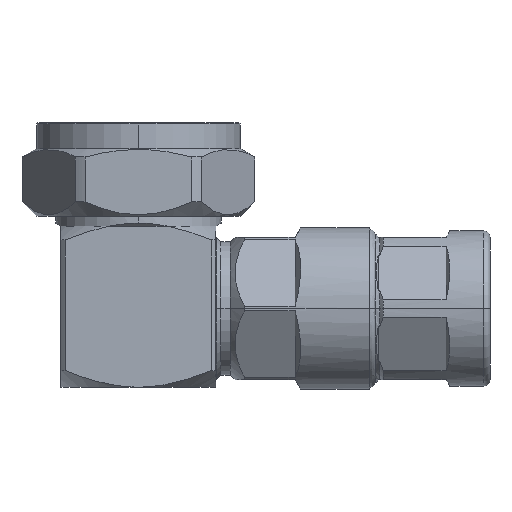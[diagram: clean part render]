
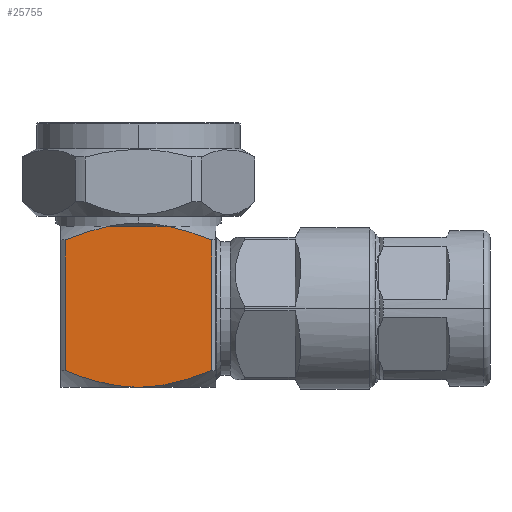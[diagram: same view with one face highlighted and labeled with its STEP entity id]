
A CAD part, left-side view. The second image highlights one B-rep face of the part: STEP entity #25755.
In plain terms, the highlighted planar face has unit normal (-1, 0, 0).
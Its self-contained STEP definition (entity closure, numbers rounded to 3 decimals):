
#158 = CARTESIAN_POINT ( 'NONE',  ( -12., -16.501, -14.5 ) ) ;
#396 = CARTESIAN_POINT ( 'NONE',  ( -12., -4.454, -14.5 ) ) ;
#587 = CARTESIAN_POINT ( 'NONE',  ( -12., 5.625, -14.735 ) ) ;
#773 = VECTOR ( 'NONE', #12193, 1000. ) ;
#1008 = ORIENTED_EDGE ( 'NONE', *, *, #15656, .T. ) ;
#1163 = CARTESIAN_POINT ( 'NONE',  ( -12., -9.495, -37.554 ) ) ;
#2855 = DIRECTION ( 'NONE',  ( 0., 1., 0. ) ) ;
#3509 = CARTESIAN_POINT ( 'NONE',  ( -12., 11.325, -36.852 ) ) ;
#3609 = CARTESIAN_POINT ( 'NONE',  ( -12., -11.325, -16.636 ) ) ;
#3863 = CARTESIAN_POINT ( 'NONE',  ( -12., -11.325, -36.852 ) ) ;
#4665 = CARTESIAN_POINT ( 'NONE',  ( -12., 0., -39.45 ) ) ;
#4670 = VERTEX_POINT ( 'NONE', #396 ) ;
#5254 = EDGE_CURVE ( 'NONE', #4670, #33215, #19845, .T. ) ;
#5654 = ORIENTED_EDGE ( 'NONE', *, *, #26794, .T. ) ;
#5759 = VECTOR ( 'NONE', #10042, 1000. ) ;
#6185 = CARTESIAN_POINT ( 'NONE',  ( -12., 7.65, -38.173 ) ) ;
#6604 = LINE ( 'NONE', #7349, #5759 ) ;
#6995 = VERTEX_POINT ( 'NONE', #3609 ) ;
#7349 = CARTESIAN_POINT ( 'NONE',  ( -12., 11.325, 0. ) ) ;
#8122 = EDGE_CURVE ( 'NONE', #14241, #27423, #32798, .T. ) ;
#8178 = EDGE_CURVE ( 'NONE', #27423, #31005, #21176, .T. ) ;
#8365 = ORIENTED_EDGE ( 'NONE', *, *, #8122, .T. ) ;
#8852 = CARTESIAN_POINT ( 'NONE',  ( -12., -11.325, -16.636 ) ) ;
#8890 = CARTESIAN_POINT ( 'NONE',  ( -12., 4.839, -38.924 ) ) ;
#10042 = DIRECTION ( 'NONE',  ( 0., 0., 1. ) ) ;
#11575 = CARTESIAN_POINT ( 'NONE',  ( -12., 2.446, -39.313 ) ) ;
#11753 = CARTESIAN_POINT ( 'NONE',  ( -12., -9.074, -15.778 ) ) ;
#11796 = CARTESIAN_POINT ( 'NONE',  ( -12., -1.961, -39.379 ) ) ;
#12077 = CARTESIAN_POINT ( 'NONE',  ( -12., -11.325, 0. ) ) ;
#12193 = DIRECTION ( 'NONE',  ( 0., 0., 1. ) ) ;
#14143 = CARTESIAN_POINT ( 'NONE',  ( -12., 9.498, -37.553 ) ) ;
#14241 = VERTEX_POINT ( 'NONE', #26664 ) ;
#14249 = CARTESIAN_POINT ( 'NONE',  ( -12., 0.985, -39.432 ) ) ;
#14434 = CARTESIAN_POINT ( 'NONE',  ( -12., -5.631, -14.736 ) ) ;
#14479 = CARTESIAN_POINT ( 'NONE',  ( -12., -4.832, -38.925 ) ) ;
#14793 = ORIENTED_EDGE ( 'NONE', *, *, #8178, .T. ) ;
#15656 = EDGE_CURVE ( 'NONE', #31005, #6995, #15808, .T. ) ;
#15808 = LINE ( 'NONE', #12077, #773 ) ;
#15988 = B_SPLINE_CURVE_WITH_KNOTS ( 'NONE', 3,
 ( #27063, #24413, #32355, #16547, #587, #19238 ),
 .UNSPECIFIED., .F., .F.,
 ( 4, 2, 4 ),
 ( 0.009, 0.012, 0.016 ),
 .UNSPECIFIED. ) ;
#16112 = DIRECTION ( 'NONE',  ( 0., 1., 0. ) ) ;
#16547 = CARTESIAN_POINT ( 'NONE',  ( -12., 6.786, -15.05 ) ) ;
#16807 = CARTESIAN_POINT ( 'NONE',  ( -12., 10.416, -37.212 ) ) ;
#16914 = CARTESIAN_POINT ( 'NONE',  ( -12., 0., -39.45 ) ) ;
#17134 = CARTESIAN_POINT ( 'NONE',  ( -12., -7.644, -38.175 ) ) ;
#18579 = VERTEX_POINT ( 'NONE', #33414 ) ;
#18832 = DIRECTION ( 'NONE',  ( 1., 0., 0. ) ) ;
#19238 = CARTESIAN_POINT ( 'NONE',  ( -12., 4.454, -14.5 ) ) ;
#19660 = CARTESIAN_POINT ( 'NONE',  ( -12., -10.204, -16.192 ) ) ;
#19813 = CARTESIAN_POINT ( 'NONE',  ( -12., -10.415, -37.212 ) ) ;
#19845 = LINE ( 'NONE', #31898, #33873 ) ;
#20661 = AXIS2_PLACEMENT_3D ( 'NONE', #158, #18832, #2855 ) ;
#21176 = B_SPLINE_CURVE_WITH_KNOTS ( 'NONE', 3,
 ( #32820, #22136, #11796, #30285, #14479, #32938, #17134, #1163, #19813, #3863 ),
 .UNSPECIFIED., .F., .F.,
 ( 4, 2, 2, 2, 4 ),
 ( 0.034, 0.037, 0.04, 0.043, 0.046 ),
 .UNSPECIFIED. ) ;
#21359 = PLANE ( 'NONE',  #20661 ) ;
#22099 = ORIENTED_EDGE ( 'NONE', *, *, #24788, .F. ) ;
#22136 = CARTESIAN_POINT ( 'NONE',  ( -12., -0.988, -39.45 ) ) ;
#24413 = CARTESIAN_POINT ( 'NONE',  ( -12., 10.209, -16.194 ) ) ;
#24749 = CARTESIAN_POINT ( 'NONE',  ( -12., 6.719, -38.453 ) ) ;
#24788 = EDGE_CURVE ( 'NONE', #14241, #18579, #6604, .T. ) ;
#25257 = ORIENTED_EDGE ( 'NONE', *, *, #5254, .T. ) ;
#25755 = ADVANCED_FACE ( 'NONE', ( #27237 ), #21359, .F. ) ;
#25892 = CARTESIAN_POINT ( 'NONE',  ( -12., 4.454, -14.5 ) ) ;
#26664 = CARTESIAN_POINT ( 'NONE',  ( -12., 11.325, -36.852 ) ) ;
#26794 = EDGE_CURVE ( 'NONE', #6995, #4670, #31205, .T. ) ;
#27063 = CARTESIAN_POINT ( 'NONE',  ( -12., 11.325, -16.636 ) ) ;
#27237 = FACE_OUTER_BOUND ( 'NONE', #31598, .T. ) ;
#27405 = CARTESIAN_POINT ( 'NONE',  ( -12., 3.889, -39.115 ) ) ;
#27423 = VERTEX_POINT ( 'NONE', #4665 ) ;
#27695 = ORIENTED_EDGE ( 'NONE', *, *, #27875, .F. ) ;
#27875 = EDGE_CURVE ( 'NONE', #18579, #33215, #15988, .T. ) ;
#30058 = CARTESIAN_POINT ( 'NONE',  ( -12., 1.961, -39.364 ) ) ;
#30236 = CARTESIAN_POINT ( 'NONE',  ( -12., -6.788, -15.051 ) ) ;
#30285 = CARTESIAN_POINT ( 'NONE',  ( -12., -3.883, -39.116 ) ) ;
#31005 = VERTEX_POINT ( 'NONE', #31204 ) ;
#31204 = CARTESIAN_POINT ( 'NONE',  ( -12., -11.325, -36.852 ) ) ;
#31205 = B_SPLINE_CURVE_WITH_KNOTS ( 'NONE', 3,
 ( #8852, #19660, #11753, #30236, #14434, #32895 ),
 .UNSPECIFIED., .F., .F.,
 ( 4, 2, 4 ),
 ( 0.017, 0.02, 0.024 ),
 .UNSPECIFIED. ) ;
#31598 = EDGE_LOOP ( 'NONE', ( #5654, #25257, #27695, #22099, #8365, #14793, #1008 ) ) ;
#31898 = CARTESIAN_POINT ( 'NONE',  ( -12., -16.501, -14.5 ) ) ;
#32355 = CARTESIAN_POINT ( 'NONE',  ( -12., 9.081, -15.781 ) ) ;
#32717 = CARTESIAN_POINT ( 'NONE',  ( -12., 0.491, -39.45 ) ) ;
#32798 = B_SPLINE_CURVE_WITH_KNOTS ( 'NONE', 3,
 ( #3509, #16807, #14143, #6185, #24749, #8890, #27405, #11575, #30058, #14249, #32717, #16914 ),
 .UNSPECIFIED., .F., .F.,
 ( 4, 2, 2, 2, 2, 4 ),
 ( 0.022, 0.025, 0.028, 0.031, 0.033, 0.034 ),
 .UNSPECIFIED. ) ;
#32820 = CARTESIAN_POINT ( 'NONE',  ( -12., 0., -39.45 ) ) ;
#32895 = CARTESIAN_POINT ( 'NONE',  ( -12., -4.454, -14.5 ) ) ;
#32938 = CARTESIAN_POINT ( 'NONE',  ( -12., -6.713, -38.455 ) ) ;
#33215 = VERTEX_POINT ( 'NONE', #25892 ) ;
#33414 = CARTESIAN_POINT ( 'NONE',  ( -12., 11.325, -16.636 ) ) ;
#33873 = VECTOR ( 'NONE', #16112, 1000. ) ;
